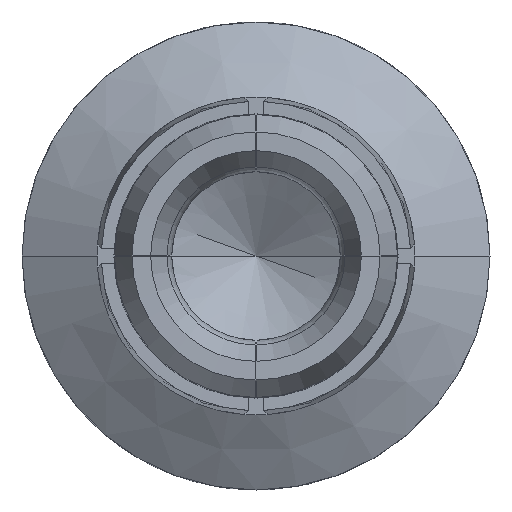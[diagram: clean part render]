
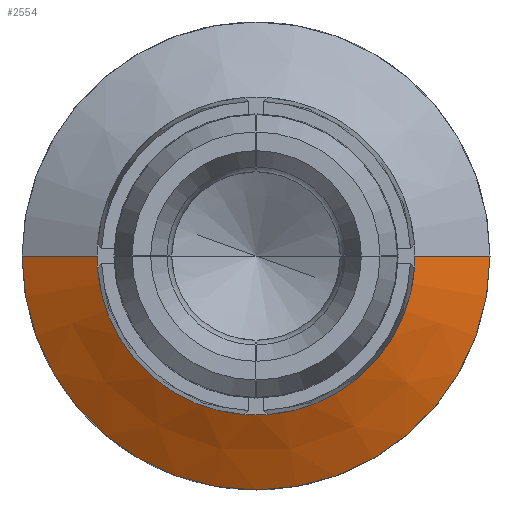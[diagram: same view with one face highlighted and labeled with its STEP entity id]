
A CAD part, front view. The second image highlights one B-rep face of the part: STEP entity #2554.
In plain terms, the highlighted conical face has half-angle 60 degrees and reference radius 2.225 mm.
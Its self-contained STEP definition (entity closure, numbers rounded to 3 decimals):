
#212=CARTESIAN_POINT('',(0.,0.491,0.));
#213=DIRECTION('',(0.,1.,0.));
#214=DIRECTION('',(1.,0.,0.));
#215=AXIS2_PLACEMENT_3D('',#212,#213,#214);
#226=DIRECTION('',(0.866,0.5,0.));
#227=VECTOR('',#226,0.981);
#228=CARTESIAN_POINT('',(1.8,0.,0.));
#229=LINE('',#228,#227);
#230=DIRECTION('',(-0.866,0.5,0.));
#231=VECTOR('',#230,0.981);
#232=CARTESIAN_POINT('',(-1.8,0.,0.));
#233=LINE('',#232,#231);
#234=CARTESIAN_POINT('',(0.,0.,0.));
#235=DIRECTION('',(0.,1.,0.));
#236=DIRECTION('',(1.,0.,0.));
#237=AXIS2_PLACEMENT_3D('',#234,#235,#236);
#2055=CARTESIAN_POINT('',(1.8,0.,0.));
#2057=VERTEX_POINT('',#2055);
#2059=CARTESIAN_POINT('',(-1.8,0.,0.));
#2061=VERTEX_POINT('',#2059);
#2114=CARTESIAN_POINT('',(2.65,0.491,0.));
#2115=VERTEX_POINT('',#2114);
#2120=CARTESIAN_POINT('',(-2.65,0.491,0.));
#2121=VERTEX_POINT('',#2120);
#2540=CARTESIAN_POINT('',(0.,0.245,0.));
#2541=DIRECTION('',(0.,1.,0.));
#2542=DIRECTION('',(1.,0.,0.));
#2543=AXIS2_PLACEMENT_3D('',#2540,#2541,#2542);
#2544=CONICAL_SURFACE('',#2543,2.225,60.);
#2546=ORIENTED_EDGE('',*,*,#2545,.T.);
#2547=ORIENTED_EDGE('',*,*,#2533,.T.);
#2549=ORIENTED_EDGE('',*,*,#2548,.F.);
#2551=ORIENTED_EDGE('',*,*,#2550,.F.);
#2552=EDGE_LOOP('',(#2546,#2547,#2549,#2551));
#2553=FACE_OUTER_BOUND('',#2552,.F.);
#216=CIRCLE('',#215,2.65);
#238=CIRCLE('',#237,1.8);
#2533=EDGE_CURVE('',#2115,#2121,#216,.T.);
#2545=EDGE_CURVE('',#2057,#2115,#229,.T.);
#2548=EDGE_CURVE('',#2061,#2121,#233,.T.);
#2550=EDGE_CURVE('',#2057,#2061,#238,.T.);
#2554=ADVANCED_FACE('',(#2553),#2544,.T.);
